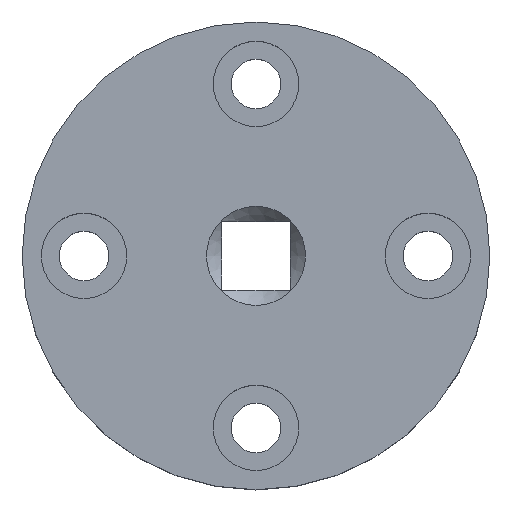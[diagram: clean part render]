
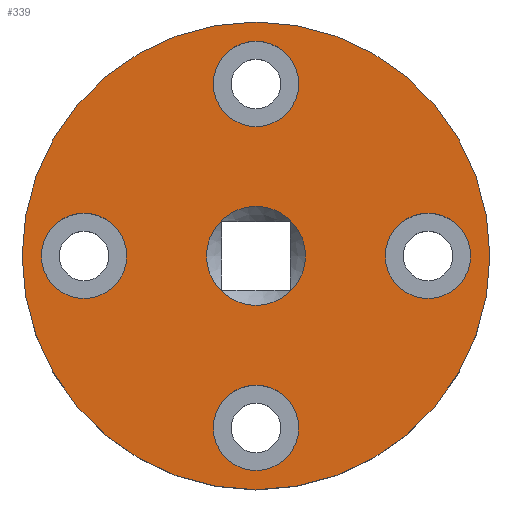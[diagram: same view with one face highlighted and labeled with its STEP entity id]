
A CAD part, top view. The second image highlights one B-rep face of the part: STEP entity #339.
In plain terms, the highlighted planar face has unit normal (0, 0, 1).
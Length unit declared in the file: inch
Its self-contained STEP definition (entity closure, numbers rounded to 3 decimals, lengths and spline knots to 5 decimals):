
#63=FACE_BOUND('',#129,.T.);
#64=FACE_BOUND('',#130,.T.);
#65=FACE_BOUND('',#131,.T.);
#66=FACE_BOUND('',#132,.T.);
#67=FACE_BOUND('',#133,.T.);
#93=FACE_OUTER_BOUND('',#128,.T.);
#128=EDGE_LOOP('',(#290));
#129=EDGE_LOOP('',(#291));
#130=EDGE_LOOP('',(#292));
#131=EDGE_LOOP('',(#293));
#132=EDGE_LOOP('',(#294));
#133=EDGE_LOOP('',(#295));
#148=CIRCLE('',#350,0.155);
#152=CIRCLE('',#357,0.155);
#156=CIRCLE('',#364,0.155);
#160=CIRCLE('',#371,0.155);
#162=CIRCLE('',#379,0.18);
#163=CIRCLE('',#381,0.85);
#169=VERTEX_POINT('',#492);
#173=VERTEX_POINT('',#503);
#177=VERTEX_POINT('',#514);
#181=VERTEX_POINT('',#525);
#195=VERTEX_POINT('',#579);
#196=VERTEX_POINT('',#582);
#202=EDGE_CURVE('',#169,#169,#148,.T.);
#206=EDGE_CURVE('',#173,#173,#152,.T.);
#210=EDGE_CURVE('',#177,#177,#156,.T.);
#214=EDGE_CURVE('',#181,#181,#160,.T.);
#232=EDGE_CURVE('',#195,#195,#162,.T.);
#233=EDGE_CURVE('',#196,#196,#163,.T.);
#290=ORIENTED_EDGE('',*,*,#233,.F.);
#291=ORIENTED_EDGE('',*,*,#202,.T.);
#292=ORIENTED_EDGE('',*,*,#206,.T.);
#293=ORIENTED_EDGE('',*,*,#210,.T.);
#294=ORIENTED_EDGE('',*,*,#214,.T.);
#295=ORIENTED_EDGE('',*,*,#232,.F.);
#319=PLANE('',#380);
#339=ADVANCED_FACE('',(#93,#63,#64,#65,#66,#67),#319,.T.);
#350=AXIS2_PLACEMENT_3D('',#493,#399,#400);
#357=AXIS2_PLACEMENT_3D('',#504,#413,#414);
#364=AXIS2_PLACEMENT_3D('',#515,#427,#428);
#371=AXIS2_PLACEMENT_3D('',#526,#441,#442);
#379=AXIS2_PLACEMENT_3D('',#580,#465,#466);
#380=AXIS2_PLACEMENT_3D('',#581,#467,#468);
#381=AXIS2_PLACEMENT_3D('',#583,#469,#470);
#399=DIRECTION('center_axis',(0.,0.,
-1.));
#400=DIRECTION('ref_axis',(0.,-1.,0.));
#413=DIRECTION('center_axis',(0.,0.,
-1.));
#414=DIRECTION('ref_axis',(-1.,0.,0.));
#427=DIRECTION('center_axis',(0.,0.,
-1.));
#428=DIRECTION('ref_axis',(0.,1.,0.));
#441=DIRECTION('center_axis',(0.,0.,
-1.));
#442=DIRECTION('ref_axis',(1.,0.,0.));
#465=DIRECTION('center_axis',(0.,0.,
1.));
#466=DIRECTION('ref_axis',(-1.,0.,0.));
#467=DIRECTION('center_axis',(0.,0.,
1.));
#468=DIRECTION('ref_axis',(1.,0.,0.));
#469=DIRECTION('center_axis',(0.,0.,
-1.));
#470=DIRECTION('ref_axis',(0.,-1.,0.));
#492=CARTESIAN_POINT('',(-0.625,-0.155,0.28));
#493=CARTESIAN_POINT('Origin',(-0.625,0.,0.28));
#503=CARTESIAN_POINT('',(-0.155,0.625,0.28));
#504=CARTESIAN_POINT('Origin',(0.,0.625,0.28));
#514=CARTESIAN_POINT('',(0.625,0.155,0.28));
#515=CARTESIAN_POINT('Origin',(0.625,0.,
0.28));
#525=CARTESIAN_POINT('',(0.155,-0.625,0.28));
#526=CARTESIAN_POINT('Origin',(0.,-0.625,
0.28));
#579=CARTESIAN_POINT('',(0.18,0.,0.28));
#580=CARTESIAN_POINT('Origin',(0.,0.,
0.28));
#581=CARTESIAN_POINT('Origin',(0.,-0.425,
0.28));
#582=CARTESIAN_POINT('',(0.,-0.85,0.28));
#583=CARTESIAN_POINT('Origin',(0.,0.,
0.28));
